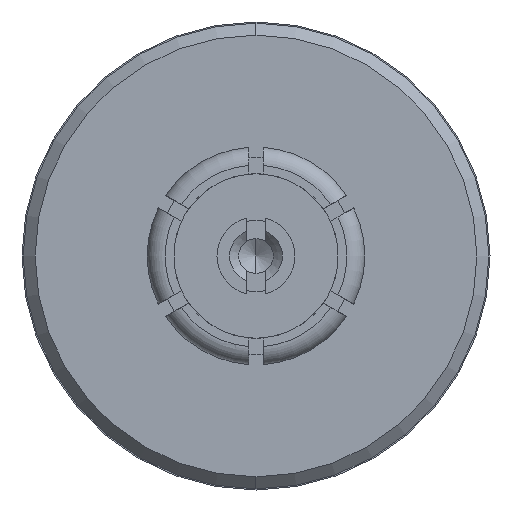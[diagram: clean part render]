
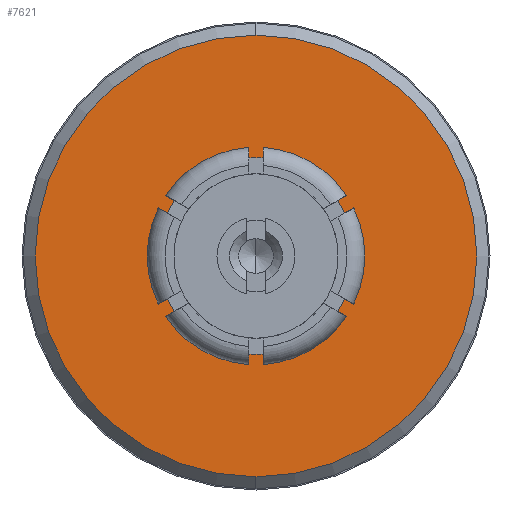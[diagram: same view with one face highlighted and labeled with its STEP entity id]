
A CAD part, left-side view. The second image highlights one B-rep face of the part: STEP entity #7621.
In plain terms, the highlighted planar face has unit normal (-1, 0, 0).
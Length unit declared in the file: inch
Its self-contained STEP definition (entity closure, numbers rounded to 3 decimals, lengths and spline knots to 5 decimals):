
#146 = ORIENTED_EDGE ( 'NONE', *, *, #4169, .T. ) ;
#262 = PLANE ( 'NONE',  #4838 ) ;
#287 = CARTESIAN_POINT ( 'NONE',  ( -0.036, 0.041, 0. ) ) ;
#534 = ORIENTED_EDGE ( 'NONE', *, *, #1893, .T. ) ;
#535 = DIRECTION ( 'NONE',  ( 1., 0., 0. ) ) ;
#893 = DIRECTION ( 'NONE',  ( 0., 0., -1. ) ) ;
#1060 = DIRECTION ( 'NONE',  ( 1., 0., 0. ) ) ;
#1153 = CARTESIAN_POINT ( 'NONE',  ( -0.036, 0., 0.092 ) ) ;
#1225 = CARTESIAN_POINT ( 'NONE',  ( -0.036, 0., 0.041 ) ) ;
#1539 = EDGE_LOOP ( 'NONE', ( #534, #146 ) ) ;
#1773 = CARTESIAN_POINT ( 'NONE',  ( -0.036, 0., -0.092 ) ) ;
#1893 = EDGE_CURVE ( 'NONE', #4486, #3784, #6993, .T. ) ;
#2109 = DIRECTION ( 'NONE',  ( 1., 0., 0. ) ) ;
#2239 = VERTEX_POINT ( 'NONE', #1153 ) ;
#2283 = VERTEX_POINT ( 'NONE', #1773 ) ;
#3017 = CARTESIAN_POINT ( 'NONE',  ( -0.036, 0., 0. ) ) ;
#3143 = EDGE_CURVE ( 'NONE', #2283, #2239, #3328, .T. ) ;
#3328 = CIRCLE ( 'NONE', #4622, 0.092 ) ;
#3601 = FACE_OUTER_BOUND ( 'NONE', #5724, .T. ) ;
#3636 = DIRECTION ( 'NONE',  ( 0., 0., -1. ) ) ;
#3784 = VERTEX_POINT ( 'NONE', #1225 ) ;
#3896 = ORIENTED_EDGE ( 'NONE', *, *, #4737, .F. ) ;
#4169 = EDGE_CURVE ( 'NONE', #3784, #4486, #7234, .T. ) ;
#4211 = CARTESIAN_POINT ( 'NONE',  ( -0.036, 0., 0. ) ) ;
#4486 = VERTEX_POINT ( 'NONE', #7074 ) ;
#4593 = DIRECTION ( 'NONE',  ( 1., 0., 0. ) ) ;
#4622 = AXIS2_PLACEMENT_3D ( 'NONE', #4211, #535, #4823 ) ;
#4737 = EDGE_CURVE ( 'NONE', #2239, #2283, #7301, .T. ) ;
#4748 = CARTESIAN_POINT ( 'NONE',  ( -0.036, 0., 0. ) ) ;
#4823 = DIRECTION ( 'NONE',  ( 0., 0., -1. ) ) ;
#4838 = AXIS2_PLACEMENT_3D ( 'NONE', #287, #4593, #893 ) ;
#5373 = DIRECTION ( 'NONE',  ( 0., 0., -1. ) ) ;
#5724 = EDGE_LOOP ( 'NONE', ( #6340, #3896 ) ) ;
#5781 = CARTESIAN_POINT ( 'NONE',  ( -0.036, 0., 0. ) ) ;
#5945 = AXIS2_PLACEMENT_3D ( 'NONE', #3017, #7308, #3636 ) ;
#6340 = ORIENTED_EDGE ( 'NONE', *, *, #3143, .F. ) ;
#6392 = AXIS2_PLACEMENT_3D ( 'NONE', #4748, #1060, #5373 ) ;
#6412 = DIRECTION ( 'NONE',  ( 0., 0., -1. ) ) ;
#6898 = FACE_BOUND ( 'NONE', #1539, .T. ) ;
#6993 = CIRCLE ( 'NONE', #5945, 0.041 ) ;
#7074 = CARTESIAN_POINT ( 'NONE',  ( -0.036, 0., -0.041 ) ) ;
#7234 = CIRCLE ( 'NONE', #6392, 0.041 ) ;
#7301 = CIRCLE ( 'NONE', #7572, 0.092 ) ;
#7308 = DIRECTION ( 'NONE',  ( 1., 0., 0. ) ) ;
#7572 = AXIS2_PLACEMENT_3D ( 'NONE', #5781, #2109, #6412 ) ;
#7621 = ADVANCED_FACE ( 'NONE', ( #3601, #6898 ), #262, .F. ) ;
